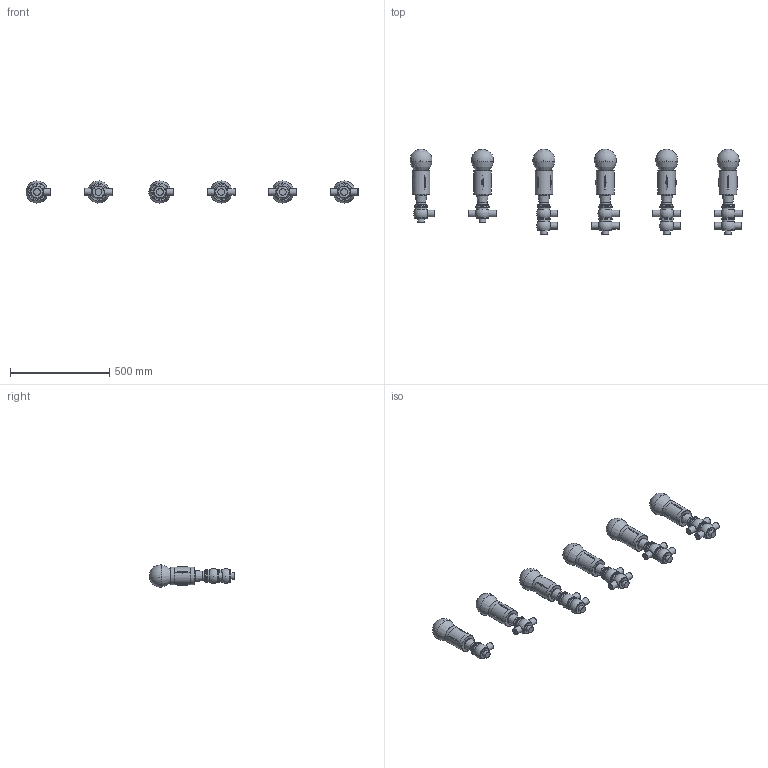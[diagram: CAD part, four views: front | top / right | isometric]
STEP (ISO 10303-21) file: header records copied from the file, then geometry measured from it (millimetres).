
FILE_DESCRIPTION((''),'2;1');
FILE_NAME('BBZP-DN032-SAL.stp','2012-12-21T10:27:50',('malp-m'),(''),'Autodesk Inventor 2013','Autodesk Inventor 2013','');
FILE_SCHEMA(('AUTOMOTIVE_DESIGN { 1 0 10303 214 1 1 1 1 }'));
Length unit declared in the file: millimetre
Products named in the file (8): BBZP-DN032-SAL; J-GIOTTO; CIL83; Assemblaggio-DN040; COR-INF-L-SAL-DN32; COR-INF-T-SAL-DN32; COR-SUP-L-SAL-DN32; COR-SUP-T-SAL-DN32
Assembly tree (28 placements, depth 2):
  BBZP-DN032-SAL
    J-GIOTTO  x6
    CIL83  x6
    Assemblaggio-DN040  x6
    COR-INF-L-SAL-DN32  x3
    COR-INF-T-SAL-DN32  x3
    COR-SUP-L-SAL-DN32  x2
    COR-SUP-T-SAL-DN32  x2
Bounding box: 1675.51 x 431.87 x 112 mm (x, y, z)
Volume: 10030722.7 mm3; surface area: 1108161.5 mm2
Topology: 28 solids, 34 shells, 330 faces, 668 edges, 439 vertices
Faces by surface type: cylinder 91, plane 83, cone 80, torus 54, sphere 16, bspline 6
Full cylindrical faces by diameter (mm): 34 x21, 49 x6, 57 x6, 61 x26, 69 x20, 83 x6, 89 x6
Entity records: 2439 total; most frequent: CARTESIAN_POINT 602, DIRECTION 382, ORIENTED_EDGE 208, AXIS2_PLACEMENT_3D 191, EDGE_LOOP 144, EDGE_CURVE 104, VERTEX_POINT 96, FACE_OUTER_BOUND 84
